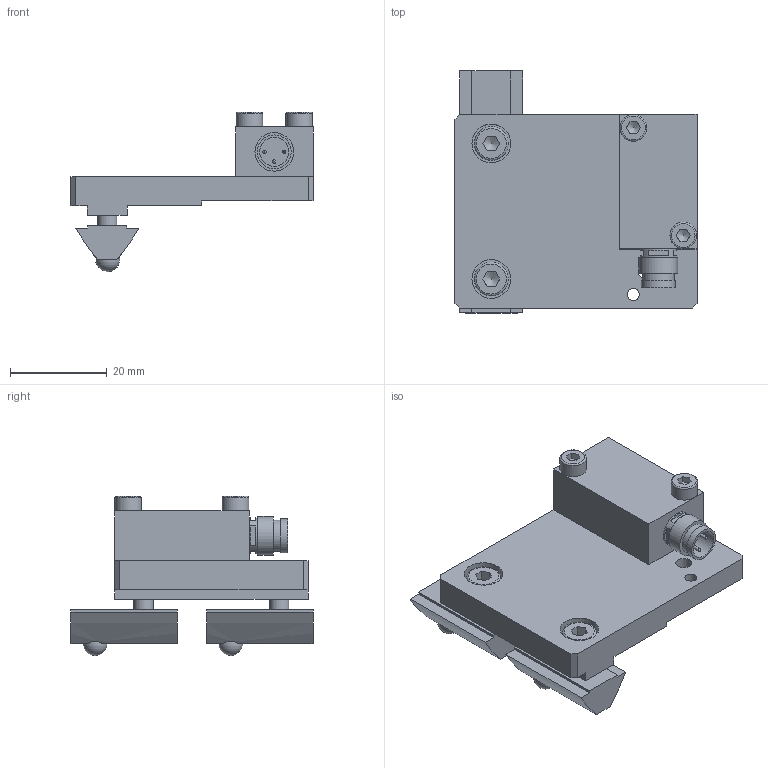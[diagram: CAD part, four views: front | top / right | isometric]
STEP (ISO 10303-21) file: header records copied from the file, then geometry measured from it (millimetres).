
FILE_DESCRIPTION(/* description */ (''),/* implementation_level */ '2;1');
FILE_NAME(/* name */ 'CAD_45105.stp',/* time_stamp */ '2016-04-16T11:55:12+02:00',/* author */ ('Hypex'),/* organization */ ('Hypex'),/* preprocessor_version */ 'ST-DEVELOPER v16.1',/* originating_system */ 'Autodesk Inventor 2016',/* authorisation */ '');
FILE_SCHEMA (('AUTOMOTIVE_DESIGN { 1 0 10303 214 3 1 1 }'));
Length unit declared in the file: millimetre
Products named in the file (1): CAD_45105
Bounding box: 50 x 50 x 32.9 mm (x, y, z)
Volume: 19061.2 mm3; surface area: 9407 mm2
Topology: 1 solids, 2 shells, 156 faces, 370 edges, 245 vertices
Faces by surface type: plane 100, cylinder 36, cone 8, torus 7, bspline 3, sphere 2
Full cylindrical faces by diameter (mm): 0.7 x3, 2.459 x4, 3 x1, 3.242 x4, 4 x2, 4.5 x2, 5.5 x2, 6 x1, 6.5 x1, 7 x4, 7.5 x1, 8 x3
Entity records: 4383 total; most frequent: CARTESIAN_POINT 884, DIRECTION 672, ORIENTED_EDGE 600, EDGE_CURVE 300, AXIS2_PLACEMENT_3D 253, EDGE_LOOP 235, VERTEX_POINT 221, LINE 166
